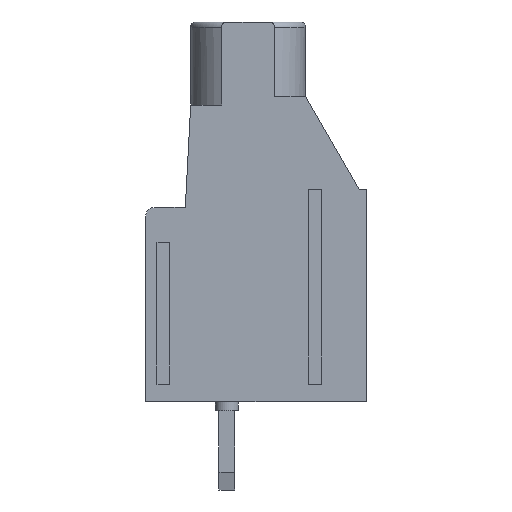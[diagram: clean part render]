
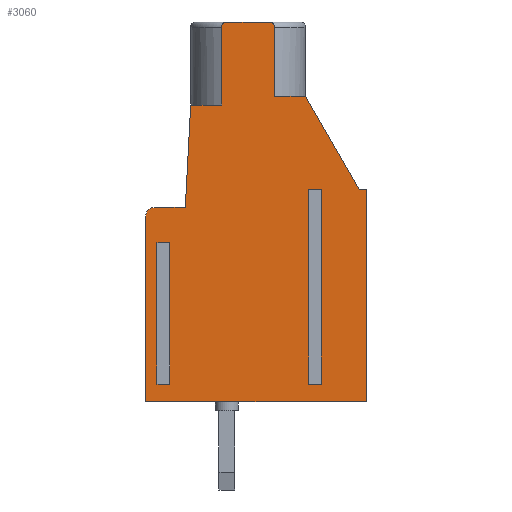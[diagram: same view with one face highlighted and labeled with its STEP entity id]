
A CAD part, left-side view. The second image highlights one B-rep face of the part: STEP entity #3060.
In plain terms, the highlighted planar face has unit normal (-1, 0, 0).
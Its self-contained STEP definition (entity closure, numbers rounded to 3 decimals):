
#41=FACE_BOUND($,#391,.T.);
#42=FACE_BOUND($,#392,.T.);
#94=CIRCLE($,#3237,0.3);
#101=CIRCLE($,#3257,0.5);
#103=CIRCLE($,#3262,0.3);
#205=FACE_OUTER_BOUND($,#390,.T.);
#390=EDGE_LOOP($,(#2192,#2193,#2194,#2195,#2196,#2197,#2198,#2199,#2200,
#2201,#2202,#2203,#2204,#2205,#2206));
#391=EDGE_LOOP($,(#2207,#2208,#2209,#2210));
#392=EDGE_LOOP($,(#2211,#2212,#2213,#2214));
#567=LINE($,#4407,#924);
#589=LINE($,#4564,#946);
#602=LINE($,#4592,#959);
#614=LINE($,#4617,#971);
#627=LINE($,#4648,#984);
#628=LINE($,#4764,#985);
#635=LINE($,#4784,#992);
#640=LINE($,#4795,#997);
#644=LINE($,#4804,#1001);
#647=LINE($,#4814,#1004);
#651=LINE($,#4821,#1008);
#655=LINE($,#4833,#1012);
#660=LINE($,#4841,#1017);
#668=LINE($,#4858,#1025);
#670=LINE($,#4861,#1027);
#671=LINE($,#4863,#1028);
#675=LINE($,#4871,#1032);
#676=LINE($,#4872,#1033);
#677=LINE($,#4873,#1034);
#678=LINE($,#4874,#1035);
#924=VECTOR($,#3524,12.5);
#946=VECTOR($,#3558,4.4);
#959=VECTOR($,#3577,0.414);
#971=VECTOR($,#3595,0.414);
#984=VECTOR($,#3616,2.4);
#985=VECTOR($,#3629,11.);
#992=VECTOR($,#3646,5.808);
#997=VECTOR($,#3653,3.917);
#1001=VECTOR($,#3665,1.75);
#1004=VECTOR($,#3674,0.4);
#1008=VECTOR($,#3680,0.414);
#1012=VECTOR($,#3692,6.1);
#1017=VECTOR($,#3699,11.);
#1025=VECTOR($,#3709,0.414);
#1027=VECTOR($,#3713,1.75);
#1028=VECTOR($,#3716,10.5);
#1032=VECTOR($,#3726,12.);
#1033=VECTOR($,#3727,1.746);
#1034=VECTOR($,#3728,8.);
#1035=VECTOR($,#3729,8.);
#1279=VERTEX_POINT($,#4405);
#1280=VERTEX_POINT($,#4406);
#1303=VERTEX_POINT($,#4557);
#1304=VERTEX_POINT($,#4559);
#1305=VERTEX_POINT($,#4563);
#1316=VERTEX_POINT($,#4589);
#1317=VERTEX_POINT($,#4591);
#1325=VERTEX_POINT($,#4613);
#1327=VERTEX_POINT($,#4616);
#1334=VERTEX_POINT($,#4631);
#1346=VERTEX_POINT($,#4763);
#1348=VERTEX_POINT($,#4771);
#1350=VERTEX_POINT($,#4774);
#1353=VERTEX_POINT($,#4781);
#1354=VERTEX_POINT($,#4783);
#1358=VERTEX_POINT($,#4793);
#1359=VERTEX_POINT($,#4794);
#1362=VERTEX_POINT($,#4810);
#1364=VERTEX_POINT($,#4813);
#1366=VERTEX_POINT($,#4820);
#1370=VERTEX_POINT($,#4832);
#1379=VERTEX_POINT($,#4855);
#1380=VERTEX_POINT($,#4857);
#1577=EDGE_CURVE($,#1279,#1280,#567,.T.);
#1603=EDGE_CURVE($,#1304,#1303,#94,.T.);
#1604=EDGE_CURVE($,#1305,#1304,#589,.T.);
#1617=EDGE_CURVE($,#1317,#1316,#602,.T.);
#1629=EDGE_CURVE($,#1327,#1325,#614,.T.);
#1645=EDGE_CURVE($,#1303,#1334,#627,.T.);
#1651=EDGE_CURVE($,#1346,#1317,#628,.T.);
#1656=EDGE_CURVE($,#1348,#1350,#101,.T.);
#1660=EDGE_CURVE($,#1354,#1353,#635,.T.);
#1665=EDGE_CURVE($,#1358,#1359,#640,.T.);
#1669=EDGE_CURVE($,#1359,#1334,#103,.T.);
#1671=EDGE_CURVE($,#1305,#1354,#644,.T.);
#1675=EDGE_CURVE($,#1362,#1364,#647,.T.);
#1679=EDGE_CURVE($,#1366,#1346,#651,.T.);
#1685=EDGE_CURVE($,#1362,#1370,#655,.T.);
#1690=EDGE_CURVE($,#1316,#1366,#660,.T.);
#1698=EDGE_CURVE($,#1379,#1380,#668,.T.);
#1700=EDGE_CURVE($,#1370,#1358,#670,.T.);
#1701=EDGE_CURVE($,#1348,#1280,#671,.T.);
#1705=EDGE_CURVE($,#1279,#1364,#675,.T.);
#1706=EDGE_CURVE($,#1353,#1350,#676,.T.);
#1707=EDGE_CURVE($,#1327,#1379,#677,.T.);
#1708=EDGE_CURVE($,#1380,#1325,#678,.T.);
#2192=ORIENTED_EDGE($,*,*,#1577,.F.);
#2193=ORIENTED_EDGE($,*,*,#1705,.T.);
#2194=ORIENTED_EDGE($,*,*,#1675,.F.);
#2195=ORIENTED_EDGE($,*,*,#1685,.T.);
#2196=ORIENTED_EDGE($,*,*,#1700,.T.);
#2197=ORIENTED_EDGE($,*,*,#1665,.T.);
#2198=ORIENTED_EDGE($,*,*,#1669,.T.);
#2199=ORIENTED_EDGE($,*,*,#1645,.F.);
#2200=ORIENTED_EDGE($,*,*,#1603,.F.);
#2201=ORIENTED_EDGE($,*,*,#1604,.F.);
#2202=ORIENTED_EDGE($,*,*,#1671,.T.);
#2203=ORIENTED_EDGE($,*,*,#1660,.T.);
#2204=ORIENTED_EDGE($,*,*,#1706,.T.);
#2205=ORIENTED_EDGE($,*,*,#1656,.F.);
#2206=ORIENTED_EDGE($,*,*,#1701,.T.);
#2207=ORIENTED_EDGE($,*,*,#1698,.F.);
#2208=ORIENTED_EDGE($,*,*,#1707,.F.);
#2209=ORIENTED_EDGE($,*,*,#1629,.T.);
#2210=ORIENTED_EDGE($,*,*,#1708,.F.);
#2211=ORIENTED_EDGE($,*,*,#1679,.T.);
#2212=ORIENTED_EDGE($,*,*,#1651,.T.);
#2213=ORIENTED_EDGE($,*,*,#1617,.T.);
#2214=ORIENTED_EDGE($,*,*,#1690,.T.);
#2909=PLANE($,#3279);
#3060=ADVANCED_FACE($,(#205,#41,#42),#2909,.F.);
#3237=AXIS2_PLACEMENT_3D($,#4561,#3554,#3555);
#3257=AXIS2_PLACEMENT_3D($,#4775,#3638,#3639);
#3262=AXIS2_PLACEMENT_3D($,#4801,#3659,#3660);
#3279=AXIS2_PLACEMENT_3D($,#4870,#3724,#3725);
#3524=DIRECTION($,(0.,1.,0.));
#3554=DIRECTION('center_axis',(1.,0.,0.));
#3555=DIRECTION('ref_axis',(0.,1.,0.));
#3558=DIRECTION($,(0.,0.,1.));
#3577=DIRECTION($,(0.,-1.,0.));
#3595=DIRECTION($,(0.,-1.,0.));
#3616=DIRECTION($,(0.,-1.,0.));
#3629=DIRECTION($,(0.,0.,1.));
#3638=DIRECTION('center_axis',(1.,0.,0.));
#3639=DIRECTION('ref_axis',(0.,1.,0.));
#3646=DIRECTION($,(0.,0.052,-0.999));
#3653=DIRECTION($,(0.,0.,1.));
#3659=DIRECTION('center_axis',(-1.,0.,0.));
#3660=DIRECTION('ref_axis',(0.,-1.,0.));
#3665=DIRECTION($,(0.,1.,0.));
#3674=DIRECTION($,(0.,-1.,0.));
#3680=DIRECTION($,(0.,1.,0.));
#3692=DIRECTION($,(0.,0.5,0.866));
#3699=DIRECTION($,(0.,0.,-1.));
#3709=DIRECTION($,(0.,-1.,0.));
#3713=DIRECTION($,(0.,1.,0.));
#3716=DIRECTION($,(0.,0.,-1.));
#3724=DIRECTION('center_axis',(1.,0.,0.));
#3725=DIRECTION('ref_axis',(0.,1.,0.));
#3726=DIRECTION($,(0.,0.,1.));
#3727=DIRECTION($,(0.,1.,0.));
#3728=DIRECTION($,(0.,0.,-1.));
#3729=DIRECTION($,(0.,0.,1.));
#4405=CARTESIAN_POINT('',(-9.52,-7.9,0.));
#4406=CARTESIAN_POINT('',(-9.52,4.6,0.));
#4407=CARTESIAN_POINT($,(-9.52,-54.297,0.));
#4557=CARTESIAN_POINT('',(-9.52,0.,21.5));
#4559=CARTESIAN_POINT('',(-9.52,0.3,21.2));
#4561=CARTESIAN_POINT('Origin',(-9.52,0.,21.2));
#4563=CARTESIAN_POINT('',(-9.52,0.3,16.8));
#4564=CARTESIAN_POINT($,(-9.52,0.3,-32.92));
#4589=CARTESIAN_POINT('',(-9.52,-5.207,12.));
#4591=CARTESIAN_POINT('',(-9.52,-4.793,12.));
#4592=CARTESIAN_POINT($,(-9.52,-54.297,12.));
#4613=CARTESIAN_POINT('',(-9.52,3.393,9.));
#4616=CARTESIAN_POINT('',(-9.52,3.807,9.));
#4617=CARTESIAN_POINT($,(-9.52,-54.297,9.));
#4631=CARTESIAN_POINT('',(-9.52,-2.4,21.5));
#4648=CARTESIAN_POINT($,(-9.52,-54.297,21.5));
#4763=CARTESIAN_POINT('',(-9.52,-4.793,1.));
#4764=CARTESIAN_POINT($,(-9.52,-4.793,-32.92));
#4771=CARTESIAN_POINT('',(-9.52,4.6,10.5));
#4774=CARTESIAN_POINT('',(-9.52,4.1,11.));
#4775=CARTESIAN_POINT('Origin',(-9.52,4.1,10.5));
#4781=CARTESIAN_POINT('',(-9.52,2.354,11.));
#4783=CARTESIAN_POINT('',(-9.52,2.05,16.8));
#4784=CARTESIAN_POINT($,(-9.52,4.656,-32.92));
#4793=CARTESIAN_POINT('',(-9.52,-2.7,17.283));
#4794=CARTESIAN_POINT('',(-9.52,-2.7,21.2));
#4795=CARTESIAN_POINT($,(-9.52,-2.7,-32.92));
#4801=CARTESIAN_POINT('Origin',(-9.52,-2.4,21.2));
#4804=CARTESIAN_POINT($,(-9.52,-54.297,16.8));
#4810=CARTESIAN_POINT('',(-9.52,-7.5,12.));
#4813=CARTESIAN_POINT('',(-9.52,-7.9,12.));
#4814=CARTESIAN_POINT($,(-9.52,-54.297,12.));
#4820=CARTESIAN_POINT('',(-9.52,-5.207,1.));
#4821=CARTESIAN_POINT($,(-9.52,-54.297,1.));
#4832=CARTESIAN_POINT('',(-9.52,-4.45,17.283));
#4833=CARTESIAN_POINT($,(-9.52,-59.955,-78.855));
#4841=CARTESIAN_POINT($,(-9.52,-5.207,-32.92));
#4855=CARTESIAN_POINT('',(-9.52,3.807,1.));
#4857=CARTESIAN_POINT('',(-9.52,3.393,1.));
#4858=CARTESIAN_POINT($,(-9.52,-54.297,1.));
#4861=CARTESIAN_POINT($,(-9.52,-54.297,17.283));
#4863=CARTESIAN_POINT($,(-9.52,4.6,-32.92));
#4870=CARTESIAN_POINT('Origin',(-9.52,-4.793,0.));
#4871=CARTESIAN_POINT($,(-9.52,-7.9,-32.92));
#4872=CARTESIAN_POINT($,(-9.52,-54.297,11.));
#4873=CARTESIAN_POINT($,(-9.52,3.807,-32.92));
#4874=CARTESIAN_POINT($,(-9.52,3.393,-32.92));
